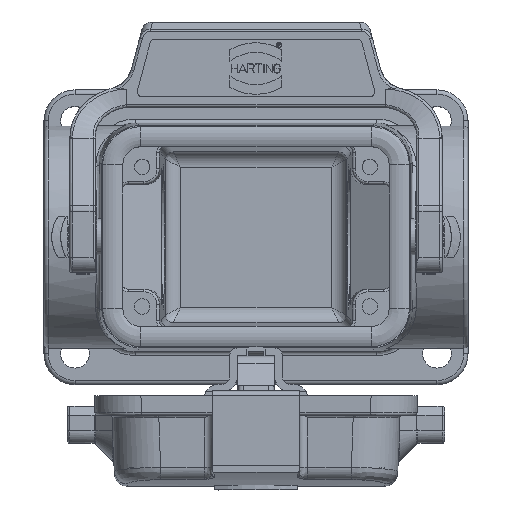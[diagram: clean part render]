
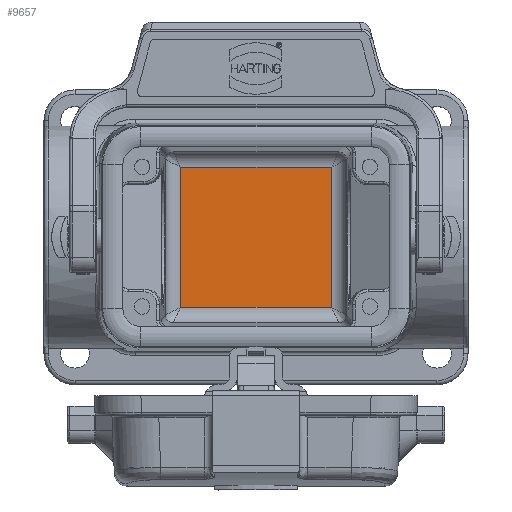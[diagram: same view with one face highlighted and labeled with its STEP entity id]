
A CAD part, top view. The second image highlights one B-rep face of the part: STEP entity #9657.
In plain terms, the highlighted planar face has unit normal (0, 0, 1).
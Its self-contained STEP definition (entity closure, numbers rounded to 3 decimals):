
#9657=ADVANCED_FACE('',(#11607),#10552,.F.);
#10552=PLANE('',#31635);
#11607=FACE_OUTER_BOUND('',#12937,.T.);
#12937=EDGE_LOOP('',(#17970,#17971,#17972,#17973));
#17970=ORIENTED_EDGE('',*,*,#24526,.T.);
#17971=ORIENTED_EDGE('',*,*,#24527,.T.);
#17972=ORIENTED_EDGE('',*,*,#24528,.T.);
#17973=ORIENTED_EDGE('',*,*,#24529,.T.);
#21577=VERTEX_POINT('',#50253);
#21578=VERTEX_POINT('',#50254);
#21579=VERTEX_POINT('',#50256);
#21580=VERTEX_POINT('',#50258);
#24526=EDGE_CURVE('',#21577,#21578,#26780,.T.);
#24527=EDGE_CURVE('',#21578,#21579,#26781,.T.);
#24528=EDGE_CURVE('',#21579,#21580,#26782,.T.);
#24529=EDGE_CURVE('',#21580,#21577,#26783,.T.);
#26780=LINE('',#50252,#28644);
#26781=LINE('',#50255,#28645);
#26782=LINE('',#50257,#28646);
#26783=LINE('',#50259,#28647);
#28644=VECTOR('',#36453,1.);
#28645=VECTOR('',#36454,1.);
#28646=VECTOR('',#36455,1.);
#28647=VECTOR('',#36456,1.);
#31635=AXIS2_PLACEMENT_3D('',#50260,#36457,#36458);
#36453=DIRECTION('',(1.,0.,0.));
#36454=DIRECTION('',(0.,1.,0.));
#36455=DIRECTION('',(-1.,0.,0.));
#36456=DIRECTION('',(0.,-1.,0.));
#36457=DIRECTION('',(0.,0.,-1.));
#36458=DIRECTION('',(-1.,0.,0.));
#50252=CARTESIAN_POINT('',(-16.,-13.572,-58.25));
#50253=CARTESIAN_POINT('',(-14.56,-13.572,-58.25));
#50254=CARTESIAN_POINT('',(14.56,-13.572,-58.25));
#50255=CARTESIAN_POINT('',(14.56,17.75,-58.25));
#50256=CARTESIAN_POINT('',(14.56,13.572,-58.25));
#50257=CARTESIAN_POINT('',(-17.5,13.572,-58.25));
#50258=CARTESIAN_POINT('',(-14.56,13.572,-58.25));
#50259=CARTESIAN_POINT('',(-14.56,17.75,-58.25));
#50260=CARTESIAN_POINT('',(-17.5,17.75,-58.25));
